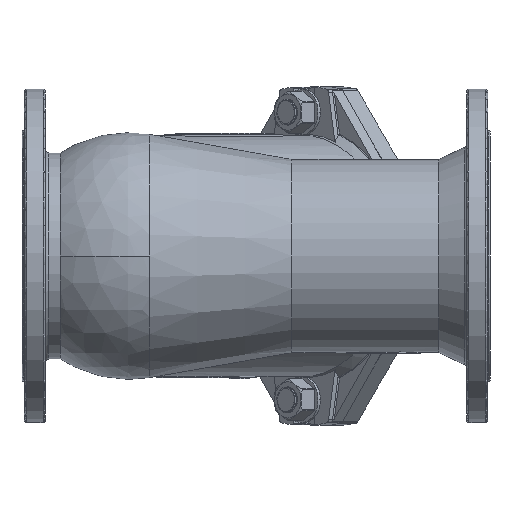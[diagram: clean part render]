
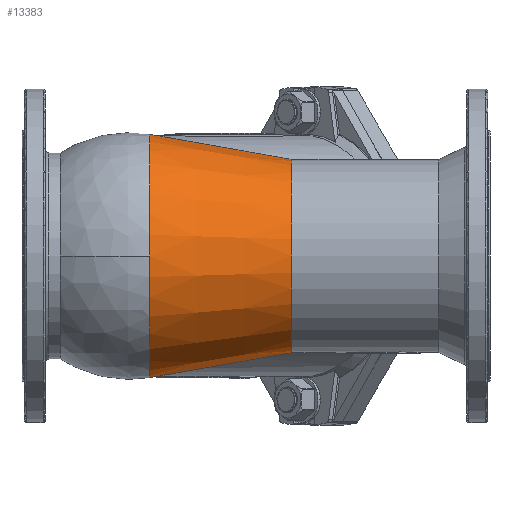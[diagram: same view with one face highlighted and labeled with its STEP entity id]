
A CAD part, front view. The second image highlights one B-rep face of the part: STEP entity #13383.
In plain terms, the highlighted conical face has half-angle 10 degrees and reference radius 103.897 mm.
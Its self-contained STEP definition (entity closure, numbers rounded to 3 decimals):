
#1853 = DIRECTION ( 'NONE',  ( -1., 0., 0. ) ) ;
#1930 = ORIENTED_EDGE ( 'NONE', *, *, #28888, .T. ) ;
#1968 = AXIS2_PLACEMENT_3D ( 'NONE', #36604, #23634, #17321 ) ;
#2608 = CARTESIAN_POINT ( 'NONE',  ( 109.32, 0., -103.897 ) ) ;
#3986 = VECTOR ( 'NONE', #17683, 1000. ) ;
#4514 = CARTESIAN_POINT ( 'NONE',  ( 109.32, 0., 103.897 ) ) ;
#4543 = ORIENTED_EDGE ( 'NONE', *, *, #18754, .F. ) ;
#4630 = ORIENTED_EDGE ( 'NONE', *, *, #24171, .F. ) ;
#4830 = CIRCLE ( 'NONE', #5393, 103.897 ) ;
#5393 = AXIS2_PLACEMENT_3D ( 'NONE', #38024, #31589, #21852 ) ;
#6029 = LINE ( 'NONE', #4514, #3986 ) ;
#8160 = CARTESIAN_POINT ( 'NONE',  ( 230.67, 0., -82.5 ) ) ;
#8961 = CARTESIAN_POINT ( 'NONE',  ( 109.32, -103.897, 0. ) ) ;
#9769 = VERTEX_POINT ( 'NONE', #20755 ) ;
#9916 = AXIS2_PLACEMENT_3D ( 'NONE', #39286, #26693, #23389 ) ;
#9970 = CIRCLE ( 'NONE', #1968, 82.5 ) ;
#11575 = DIRECTION ( 'NONE',  ( 0., 0., 1. ) ) ;
#13383 = ADVANCED_FACE ( 'NONE', ( #39230 ), #33036, .T. ) ;
#14307 = CARTESIAN_POINT ( 'NONE',  ( 109.32, 0., 103.897 ) ) ;
#14334 = VERTEX_POINT ( 'NONE', #8160 ) ;
#16989 = ORIENTED_EDGE ( 'NONE', *, *, #30452, .F. ) ;
#17321 = DIRECTION ( 'NONE',  ( 0., 0., 1. ) ) ;
#17683 = DIRECTION ( 'NONE',  ( -0.985, 0., 0.174 ) ) ;
#18181 = AXIS2_PLACEMENT_3D ( 'NONE', #21614, #1853, #11575 ) ;
#18754 = EDGE_CURVE ( 'NONE', #36978, #32482, #36814, .T. ) ;
#20755 = CARTESIAN_POINT ( 'NONE',  ( 230.67, 0., 82.5 ) ) ;
#21614 = CARTESIAN_POINT ( 'NONE',  ( 109.32, 0., 0. ) ) ;
#21852 = DIRECTION ( 'NONE',  ( 0., 0., 1. ) ) ;
#22650 = DIRECTION ( 'NONE',  ( -0.985, 0., -0.174 ) ) ;
#23389 = DIRECTION ( 'NONE',  ( 0., 0., 1. ) ) ;
#23634 = DIRECTION ( 'NONE',  ( -1., 0., 0. ) ) ;
#24171 = EDGE_CURVE ( 'NONE', #32482, #42195, #4830, .T. ) ;
#24961 = CARTESIAN_POINT ( 'NONE',  ( 109.32, 0., -103.897 ) ) ;
#26693 = DIRECTION ( 'NONE',  ( -1., 0., 0. ) ) ;
#28888 = EDGE_CURVE ( 'NONE', #14334, #9769, #9970, .T. ) ;
#29049 = ORIENTED_EDGE ( 'NONE', *, *, #41192, .T. ) ;
#30452 = EDGE_CURVE ( 'NONE', #14334, #36978, #35938, .T. ) ;
#31589 = DIRECTION ( 'NONE',  ( -1., 0., 0. ) ) ;
#32482 = VERTEX_POINT ( 'NONE', #8961 ) ;
#33036 = CONICAL_SURFACE ( 'NONE', #18181, 103.897, 0.175 ) ;
#35938 = LINE ( 'NONE', #2608, #38558 ) ;
#36604 = CARTESIAN_POINT ( 'NONE',  ( 230.67, 0., 0. ) ) ;
#36814 = CIRCLE ( 'NONE', #9916, 103.897 ) ;
#36970 = EDGE_LOOP ( 'NONE', ( #16989, #1930, #29049, #4630, #4543 ) ) ;
#36978 = VERTEX_POINT ( 'NONE', #24961 ) ;
#38024 = CARTESIAN_POINT ( 'NONE',  ( 109.32, 0., 0. ) ) ;
#38558 = VECTOR ( 'NONE', #22650, 1000. ) ;
#39230 = FACE_OUTER_BOUND ( 'NONE', #36970, .T. ) ;
#39286 = CARTESIAN_POINT ( 'NONE',  ( 109.32, 0., 0. ) ) ;
#41192 = EDGE_CURVE ( 'NONE', #9769, #42195, #6029, .T. ) ;
#42195 = VERTEX_POINT ( 'NONE', #14307 ) ;
